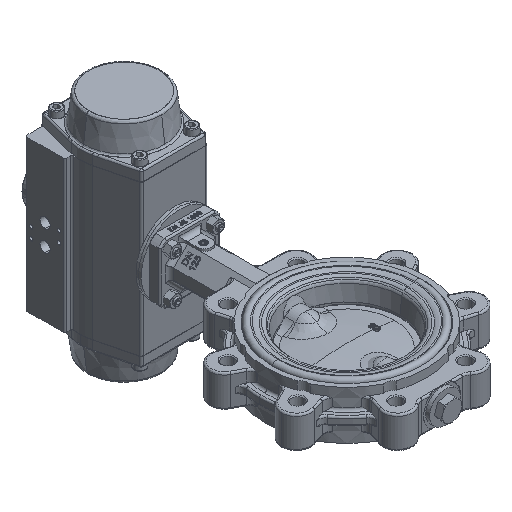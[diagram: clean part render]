
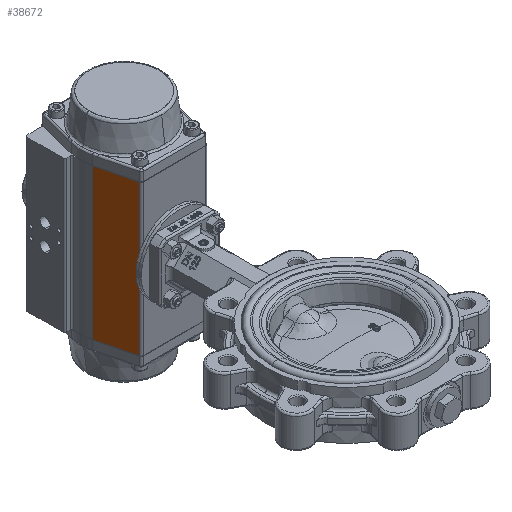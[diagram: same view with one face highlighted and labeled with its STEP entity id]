
A CAD part, isometric view. The second image highlights one B-rep face of the part: STEP entity #38672.
In plain terms, the highlighted planar face has unit normal (0.97, 0.243, 0).
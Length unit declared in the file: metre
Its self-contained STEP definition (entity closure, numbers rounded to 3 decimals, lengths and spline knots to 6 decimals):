
#201 = EDGE_CURVE ( 'NONE', #72092, #58185, #13093, .T. ) ;
#746 = ORIENTED_EDGE ( 'NONE', *, *, #58606, .T. ) ;
#942 = CARTESIAN_POINT ( 'NONE',  ( -0.121755, 0.11233, 0.252003 ) ) ;
#944 = CARTESIAN_POINT ( 'NONE',  ( -0.132757, 0.15631, 0.426003 ) ) ;
#3362 = ORIENTED_EDGE ( 'NONE', *, *, #201, .T. ) ;
#4668 = DIRECTION ( 'NONE',  ( 0.243, -0.97, 0. ) ) ;
#4700 = LINE ( 'NONE', #66524, #50865 ) ;
#7908 = LINE ( 'NONE', #13050, #43076 ) ;
#10489 = VECTOR ( 'NONE', #46975, 1. ) ;
#12704 = VERTEX_POINT ( 'NONE', #944 ) ;
#13050 = CARTESIAN_POINT ( 'NONE',  ( -0.132757, 0.15631, 0.252003 ) ) ;
#13093 = LINE ( 'NONE', #24138, #10489 ) ;
#16690 = VECTOR ( 'NONE', #19928, 1. ) ;
#19548 = ORIENTED_EDGE ( 'NONE', *, *, #21416, .T. ) ;
#19928 = DIRECTION ( 'NONE',  ( 0.243, -0.97, 0. ) ) ;
#20778 = VERTEX_POINT ( 'NONE', #38912 ) ;
#20837 = CARTESIAN_POINT ( 'NONE',  ( -0.121281, 0.110437, 0.252003 ) ) ;
#21028 = ORIENTED_EDGE ( 'NONE', *, *, #48307, .T. ) ;
#21416 = EDGE_CURVE ( 'NONE', #58185, #20778, #4700, .T. ) ;
#24138 = CARTESIAN_POINT ( 'NONE',  ( -0.121755, 0.11233, 0.252003 ) ) ;
#26377 = DIRECTION ( 'NONE',  ( 0.97, 0.243, 0. ) ) ;
#27136 = DIRECTION ( 'NONE',  ( -0.243, 0.97, 0. ) ) ;
#30997 = CARTESIAN_POINT ( 'NONE',  ( -0.121281, 0.110437, 0.426003 ) ) ;
#34946 = EDGE_LOOP ( 'NONE', ( #3362, #19548, #746, #21028 ) ) ;
#36180 = AXIS2_PLACEMENT_3D ( 'NONE', #20837, #26377, #4668 ) ;
#38672 = ADVANCED_FACE ( 'NONE', ( #65408 ), #43331, .T. ) ;
#38912 = CARTESIAN_POINT ( 'NONE',  ( -0.132757, 0.15631, 0.252003 ) ) ;
#43076 = VECTOR ( 'NONE', #46931, 1. ) ;
#43331 = PLANE ( 'NONE',  #36180 ) ;
#46931 = DIRECTION ( 'NONE',  ( 0., 0., 1. ) ) ;
#46975 = DIRECTION ( 'NONE',  ( 0., 0., -1. ) ) ;
#47581 = LINE ( 'NONE', #30997, #16690 ) ;
#48307 = EDGE_CURVE ( 'NONE', #12704, #72092, #47581, .T. ) ;
#50865 = VECTOR ( 'NONE', #27136, 1. ) ;
#58185 = VERTEX_POINT ( 'NONE', #942 ) ;
#58606 = EDGE_CURVE ( 'NONE', #20778, #12704, #7908, .T. ) ;
#65408 = FACE_OUTER_BOUND ( 'NONE', #34946, .T. ) ;
#66524 = CARTESIAN_POINT ( 'NONE',  ( -0.121281, 0.110437, 0.252003 ) ) ;
#70872 = CARTESIAN_POINT ( 'NONE',  ( -0.121755, 0.11233, 0.426003 ) ) ;
#72092 = VERTEX_POINT ( 'NONE', #70872 ) ;
